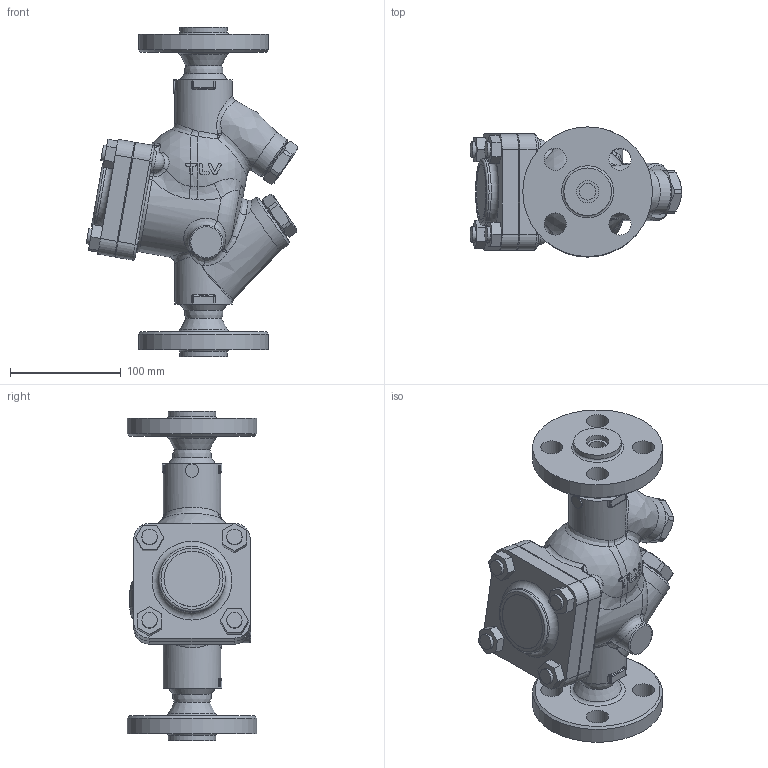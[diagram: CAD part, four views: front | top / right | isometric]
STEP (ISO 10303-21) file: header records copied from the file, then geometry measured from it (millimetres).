
FILE_DESCRIPTION(/* description */ (''),/* implementation_level */ '2;1');
FILE_NAME(/* name */ 'sh5vl-020-a0600-00.stp',/* time_stamp */ '2016-12-21T16:28:14+09:00',/* author */ ('nakaot'),/* organization */ (''),/* preprocessor_version */ 'ST-DEVELOPER v15.6',/* originating_system */ 'Autodesk Inventor 2015',/* authorisation */ '');
FILE_SCHEMA (('CONFIG_CONTROL_DESIGN'));
Length unit declared in the file: millimetre
Products named in the file (1): sh5vl-020-a0600-00
Bounding box: 190.84 x 117 x 297 mm (x, y, z)
Volume: 1878147.5 mm3; surface area: 175481.9 mm2
Topology: 1 solids, 1 shells, 400 faces, 959 edges, 585 vertices
Faces by surface type: plane 131, cylinder 109, bspline 97, torus 29, sphere 21, cone 13
Full cylindrical faces by diameter (mm): 12 x1, 14 x10, 15 x2, 20 x10, 21.5 x2, 22.2 x2, 30 x1, 32 x2, 41 x1, 42.9 x2, 50.5 x1, 52 x2, 60 x1, 87.5 x1, 117 x2
Entity records: 14812 total; most frequent: CARTESIAN_POINT 6360, ORIENTED_EDGE 1738, DIRECTION 1643, EDGE_CURVE 869, AXIS2_PLACEMENT_3D 701, VERTEX_POINT 562, EDGE_LOOP 515, FACE_OUTER_BOUND 400
